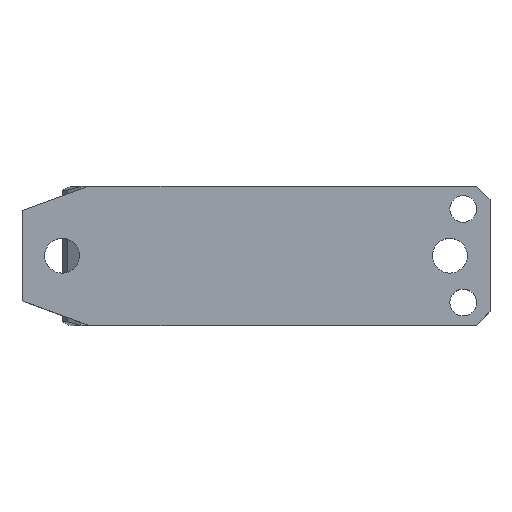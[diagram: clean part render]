
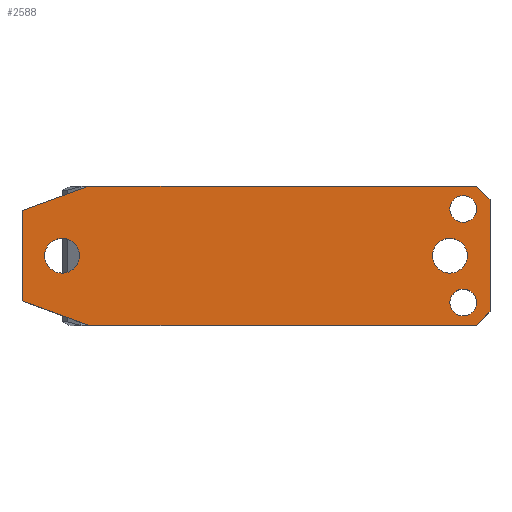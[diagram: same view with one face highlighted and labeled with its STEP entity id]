
A CAD part, top view. The second image highlights one B-rep face of the part: STEP entity #2588.
In plain terms, the highlighted planar face has unit normal (0, 0, 1).
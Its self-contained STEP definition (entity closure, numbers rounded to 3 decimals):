
#57=CARTESIAN_POINT('Line Origine',(19.18,-23.5,50.82)) ;
#61=CARTESIAN_POINT('Vertex',(16.68,-26.,50.82)) ;
#63=CARTESIAN_POINT('Vertex',(21.68,-21.,50.82)) ;
#167=CARTESIAN_POINT('Line Origine',(-55.82,-26.,50.82)) ;
#171=CARTESIAN_POINT('Vertex',(-128.32,-26.,50.82)) ;
#271=CARTESIAN_POINT('Line Origine',(-140.82,-21.45,50.82)) ;
#275=CARTESIAN_POINT('Vertex',(-153.32,-16.901,50.82)) ;
#352=CARTESIAN_POINT('Line Origine',(-153.32,0.,50.82)) ;
#356=CARTESIAN_POINT('Vertex',(-153.32,16.901,50.82)) ;
#420=CARTESIAN_POINT('Line Origine',(-140.82,21.45,50.82)) ;
#424=CARTESIAN_POINT('Vertex',(-128.32,26.,50.82)) ;
#541=CARTESIAN_POINT('Line Origine',(-55.82,26.,50.82)) ;
#545=CARTESIAN_POINT('Vertex',(16.68,26.,50.82)) ;
#638=CARTESIAN_POINT('Line Origine',(19.18,23.5,50.82)) ;
#642=CARTESIAN_POINT('Vertex',(21.68,21.,50.82)) ;
#674=CARTESIAN_POINT('Line Origine',(21.68,0.,50.82)) ;
#704=CARTESIAN_POINT('Vertex',(6.68,-17.5,50.82)) ;
#707=CARTESIAN_POINT('Axis2P3D Location',(11.68,-17.5,50.82)) ;
#711=CARTESIAN_POINT('Vertex',(16.68,-17.5,50.82)) ;
#736=CARTESIAN_POINT('Axis2P3D Location',(11.68,-17.5,50.82)) ;
#766=CARTESIAN_POINT('Vertex',(6.68,17.5,50.82)) ;
#769=CARTESIAN_POINT('Axis2P3D Location',(11.68,17.5,50.82)) ;
#773=CARTESIAN_POINT('Vertex',(16.68,17.5,50.82)) ;
#798=CARTESIAN_POINT('Axis2P3D Location',(11.68,17.5,50.82)) ;
#2461=CARTESIAN_POINT('Vertex',(0.18,0.,50.82)) ;
#2464=CARTESIAN_POINT('Axis2P3D Location',(6.68,0.,50.82)) ;
#2468=CARTESIAN_POINT('Vertex',(13.18,0.,50.82)) ;
#2488=CARTESIAN_POINT('Axis2P3D Location',(6.68,0.,50.82)) ;
#2518=CARTESIAN_POINT('Vertex',(-144.82,0.,50.82)) ;
#2521=CARTESIAN_POINT('Axis2P3D Location',(-138.32,0.,50.82)) ;
#2525=CARTESIAN_POINT('Vertex',(-131.82,0.,50.82)) ;
#2545=CARTESIAN_POINT('Axis2P3D Location',(-138.32,0.,50.82)) ;
#2557=CARTESIAN_POINT('Axis2P3D Location',(-153.32,26.,50.82)) ;
#58=DIRECTION('Vector Direction',(0.707,0.707,0.)) ;
#168=DIRECTION('Vector Direction',(1.,0.,0.)) ;
#272=DIRECTION('Vector Direction',(0.94,-0.342,0.)) ;
#353=DIRECTION('Vector Direction',(0.,-1.,0.)) ;
#421=DIRECTION('Vector Direction',(0.94,0.342,0.)) ;
#542=DIRECTION('Vector Direction',(1.,0.,0.)) ;
#639=DIRECTION('Vector Direction',(-0.707,0.707,0.)) ;
#675=DIRECTION('Vector Direction',(0.,-1.,0.)) ;
#708=DIRECTION('Axis2P3D Direction',(-0.,0.,1.)) ;
#737=DIRECTION('Axis2P3D Direction',(-0.,0.,1.)) ;
#770=DIRECTION('Axis2P3D Direction',(-0.,0.,1.)) ;
#799=DIRECTION('Axis2P3D Direction',(-0.,0.,1.)) ;
#2465=DIRECTION('Axis2P3D Direction',(0.,-0.,1.)) ;
#2489=DIRECTION('Axis2P3D Direction',(0.,-0.,1.)) ;
#2522=DIRECTION('Axis2P3D Direction',(0.,-0.,1.)) ;
#2546=DIRECTION('Axis2P3D Direction',(0.,-0.,1.)) ;
#2558=DIRECTION('Axis2P3D Direction',(0.,0.,-1.)) ;
#2559=DIRECTION('Axis2P3D XDirection',(-1.,0.,0.)) ;
#709=AXIS2_PLACEMENT_3D('Circle Axis2P3D',#707,#708,$) ;
#738=AXIS2_PLACEMENT_3D('Circle Axis2P3D',#736,#737,$) ;
#771=AXIS2_PLACEMENT_3D('Circle Axis2P3D',#769,#770,$) ;
#800=AXIS2_PLACEMENT_3D('Circle Axis2P3D',#798,#799,$) ;
#2466=AXIS2_PLACEMENT_3D('Circle Axis2P3D',#2464,#2465,$) ;
#2490=AXIS2_PLACEMENT_3D('Circle Axis2P3D',#2488,#2489,$) ;
#2523=AXIS2_PLACEMENT_3D('Circle Axis2P3D',#2521,#2522,$) ;
#2547=AXIS2_PLACEMENT_3D('Circle Axis2P3D',#2545,#2546,$) ;
#2560=AXIS2_PLACEMENT_3D('Plane Axis2P3D',#2557,#2558,#2559) ;
#2563=ORIENTED_EDGE('',*,*,#678,.F.) ;
#2564=ORIENTED_EDGE('',*,*,#644,.T.) ;
#2565=ORIENTED_EDGE('',*,*,#547,.T.) ;
#2566=ORIENTED_EDGE('',*,*,#426,.F.) ;
#2567=ORIENTED_EDGE('',*,*,#358,.T.) ;
#2568=ORIENTED_EDGE('',*,*,#277,.T.) ;
#2569=ORIENTED_EDGE('',*,*,#173,.F.) ;
#2570=ORIENTED_EDGE('',*,*,#65,.T.) ;
#2573=ORIENTED_EDGE('',*,*,#2492,.F.) ;
#2574=ORIENTED_EDGE('',*,*,#2470,.F.) ;
#2577=ORIENTED_EDGE('',*,*,#740,.F.) ;
#2578=ORIENTED_EDGE('',*,*,#713,.F.) ;
#2581=ORIENTED_EDGE('',*,*,#802,.F.) ;
#2582=ORIENTED_EDGE('',*,*,#775,.F.) ;
#2585=ORIENTED_EDGE('',*,*,#2527,.F.) ;
#2586=ORIENTED_EDGE('',*,*,#2549,.F.) ;
#2575=FACE_BOUND('',#2572,.T.) ;
#2579=FACE_BOUND('',#2576,.T.) ;
#2583=FACE_BOUND('',#2580,.T.) ;
#2587=FACE_BOUND('',#2584,.T.) ;
#59=VECTOR('Line Direction',#58,1.) ;
#169=VECTOR('Line Direction',#168,1.) ;
#273=VECTOR('Line Direction',#272,1.) ;
#354=VECTOR('Line Direction',#353,1.) ;
#422=VECTOR('Line Direction',#421,1.) ;
#543=VECTOR('Line Direction',#542,1.) ;
#640=VECTOR('Line Direction',#639,1.) ;
#676=VECTOR('Line Direction',#675,1.) ;
#2588=ADVANCED_FACE('CAM HOLDER',(#2571,#2575,#2579,#2583,#2587),#2561,.F.) ;
#710=CIRCLE('generated circle',#709,5.) ;
#739=CIRCLE('generated circle',#738,5.) ;
#772=CIRCLE('generated circle',#771,5.) ;
#801=CIRCLE('generated circle',#800,5.) ;
#2467=CIRCLE('generated circle',#2466,6.5) ;
#2491=CIRCLE('generated circle',#2490,6.5) ;
#2524=CIRCLE('generated circle',#2523,6.5) ;
#2548=CIRCLE('generated circle',#2547,6.5) ;
#65=EDGE_CURVE('',#62,#64,#60,.T.) ;
#173=EDGE_CURVE('',#62,#172,#170,.F.) ;
#277=EDGE_CURVE('',#276,#172,#274,.T.) ;
#358=EDGE_CURVE('',#357,#276,#355,.T.) ;
#426=EDGE_CURVE('',#357,#425,#423,.T.) ;
#547=EDGE_CURVE('',#546,#425,#544,.F.) ;
#644=EDGE_CURVE('',#643,#546,#641,.T.) ;
#678=EDGE_CURVE('',#643,#64,#677,.T.) ;
#713=EDGE_CURVE('',#705,#712,#710,.T.) ;
#740=EDGE_CURVE('',#712,#705,#739,.T.) ;
#775=EDGE_CURVE('',#767,#774,#772,.T.) ;
#802=EDGE_CURVE('',#774,#767,#801,.T.) ;
#2470=EDGE_CURVE('',#2462,#2469,#2467,.T.) ;
#2492=EDGE_CURVE('',#2469,#2462,#2491,.T.) ;
#2527=EDGE_CURVE('',#2519,#2526,#2524,.T.) ;
#2549=EDGE_CURVE('',#2526,#2519,#2548,.T.) ;
#2562=EDGE_LOOP('',(#2563,#2564,#2565,#2566,#2567,#2568,#2569,#2570)) ;
#2572=EDGE_LOOP('',(#2573,#2574)) ;
#2576=EDGE_LOOP('',(#2577,#2578)) ;
#2580=EDGE_LOOP('',(#2581,#2582)) ;
#2584=EDGE_LOOP('',(#2585,#2586)) ;
#2571=FACE_OUTER_BOUND('',#2562,.T.) ;
#60=LINE('Line',#57,#59) ;
#170=LINE('Line',#167,#169) ;
#274=LINE('Line',#271,#273) ;
#355=LINE('Line',#352,#354) ;
#423=LINE('Line',#420,#422) ;
#544=LINE('Line',#541,#543) ;
#641=LINE('Line',#638,#640) ;
#677=LINE('Line',#674,#676) ;
#2561=PLANE('Plane',#2560) ;
#62=VERTEX_POINT('',#61) ;
#64=VERTEX_POINT('',#63) ;
#172=VERTEX_POINT('',#171) ;
#276=VERTEX_POINT('',#275) ;
#357=VERTEX_POINT('',#356) ;
#425=VERTEX_POINT('',#424) ;
#546=VERTEX_POINT('',#545) ;
#643=VERTEX_POINT('',#642) ;
#705=VERTEX_POINT('',#704) ;
#712=VERTEX_POINT('',#711) ;
#767=VERTEX_POINT('',#766) ;
#774=VERTEX_POINT('',#773) ;
#2462=VERTEX_POINT('',#2461) ;
#2469=VERTEX_POINT('',#2468) ;
#2519=VERTEX_POINT('',#2518) ;
#2526=VERTEX_POINT('',#2525) ;
